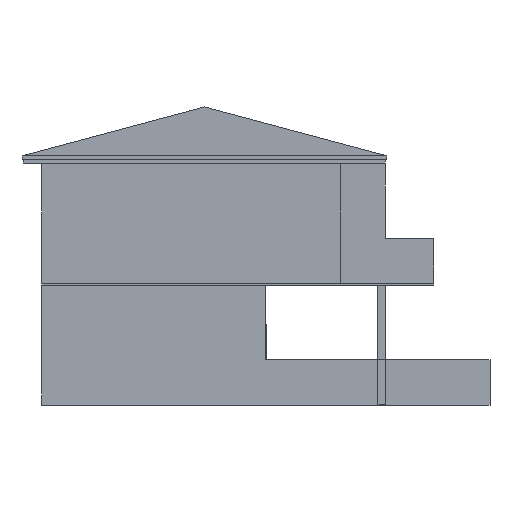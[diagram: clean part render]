
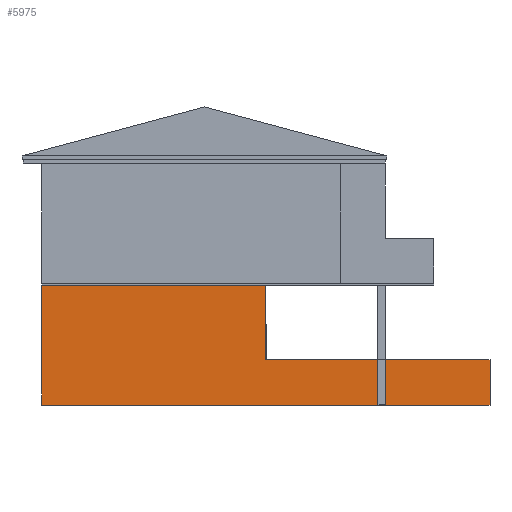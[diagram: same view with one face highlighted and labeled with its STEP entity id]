
A CAD part, left-side view. The second image highlights one B-rep face of the part: STEP entity #5975.
In plain terms, the highlighted free-form (B-spline) face has degree [1, 1] with [2, 2] control points.
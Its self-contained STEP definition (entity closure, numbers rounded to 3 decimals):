
#5781 = VERTEX_POINT('',#5782);
#5782 = CARTESIAN_POINT('',(8020.429,-8581.105,
    9385.17));
#5787 = EDGE_CURVE('',#5781,#5788,#5790,.T.);
#5788 = VERTEX_POINT('',#5789);
#5789 = CARTESIAN_POINT('',(8020.429,-8581.105,
    6765.557));
#5790 = B_SPLINE_CURVE_WITH_KNOTS('',1,(#5791,#5792),.UNSPECIFIED.,.F.,
  .F.,(2,2),(-0.,2000.),.PIECEWISE_BEZIER_KNOTS.);
#5791 = CARTESIAN_POINT('',(8020.429,-8581.105,
    9385.17));
#5792 = CARTESIAN_POINT('',(8020.429,-8581.105,
    6765.557));
#5952 = VERTEX_POINT('',#5953);
#5953 = CARTESIAN_POINT('',(8020.429,-722.265,
    5180.691));
#5958 = EDGE_CURVE('',#5959,#5952,#5961,.T.);
#5959 = VERTEX_POINT('',#5960);
#5960 = CARTESIAN_POINT('',(8020.429,-722.265,
    9385.17));
#5961 = B_SPLINE_CURVE_WITH_KNOTS('',1,(#5962,#5963),.UNSPECIFIED.,.F.,
  .F.,(2,2),(-3200.,10.),.PIECEWISE_BEZIER_KNOTS.);
#5962 = CARTESIAN_POINT('',(8020.429,-722.265,
    9385.17));
#5963 = CARTESIAN_POINT('',(8020.429,-722.265,
    5180.691));
#5975 = ADVANCED_FACE('',(#5976),#6004,.F.);
#5976 = FACE_BOUND('',#5977,.T.);
#5977 = EDGE_LOOP('',(#5978,#5985,#5992,#5997,#5998,#6003));
#5978 = ORIENTED_EDGE('',*,*,#5979,.T.);
#5979 = EDGE_CURVE('',#5952,#5980,#5982,.T.);
#5980 = VERTEX_POINT('',#5981);
#5981 = CARTESIAN_POINT('',(8020.429,-16439.945,
    5180.691));
#5982 = B_SPLINE_CURVE_WITH_KNOTS('',1,(#5983,#5984),.UNSPECIFIED.,.F.,
  .F.,(2,2),(0.,12000.),.PIECEWISE_BEZIER_KNOTS.);
#5983 = CARTESIAN_POINT('',(8020.429,-722.265,
    5180.691));
#5984 = CARTESIAN_POINT('',(8020.429,-16439.945,
    5180.691));
#5985 = ORIENTED_EDGE('',*,*,#5986,.F.);
#5986 = EDGE_CURVE('',#5987,#5980,#5989,.T.);
#5987 = VERTEX_POINT('',#5988);
#5988 = CARTESIAN_POINT('',(8020.429,-16439.945,
    6765.557));
#5989 = B_SPLINE_CURVE_WITH_KNOTS('',1,(#5990,#5991),.UNSPECIFIED.,.F.,
  .F.,(2,2),(-1200.,10.),.PIECEWISE_BEZIER_KNOTS.);
#5990 = CARTESIAN_POINT('',(8020.429,-16439.945,
    6765.557));
#5991 = CARTESIAN_POINT('',(8020.429,-16439.945,
    5180.691));
#5992 = ORIENTED_EDGE('',*,*,#5993,.F.);
#5993 = EDGE_CURVE('',#5788,#5987,#5994,.T.);
#5994 = B_SPLINE_CURVE_WITH_KNOTS('',1,(#5995,#5996),.UNSPECIFIED.,.F.,
  .F.,(2,2),(0.,6000.),.PIECEWISE_BEZIER_KNOTS.);
#5995 = CARTESIAN_POINT('',(8020.429,-8581.105,
    6765.557));
#5996 = CARTESIAN_POINT('',(8020.429,-16439.945,
    6765.557));
#5997 = ORIENTED_EDGE('',*,*,#5787,.F.);
#5998 = ORIENTED_EDGE('',*,*,#5999,.F.);
#5999 = EDGE_CURVE('',#5959,#5781,#6000,.T.);
#6000 = B_SPLINE_CURVE_WITH_KNOTS('',1,(#6001,#6002),.UNSPECIFIED.,.F.,
  .F.,(2,2),(0.,6000.),.PIECEWISE_BEZIER_KNOTS.);
#6001 = CARTESIAN_POINT('',(8020.429,-722.265,
    9385.17));
#6002 = CARTESIAN_POINT('',(8020.429,-8581.105,
    9385.17));
#6003 = ORIENTED_EDGE('',*,*,#5958,.T.);
#6004 = B_SPLINE_SURFACE_WITH_KNOTS('',1,1,(
    (#6005,#6006)
    ,(#6007,#6008
  )),.UNSPECIFIED.,.F.,.F.,.F.,(2,2),(2,2),(-12000.,0.),(-10.,3200.),
  .PIECEWISE_BEZIER_KNOTS.);
#6005 = CARTESIAN_POINT('',(8020.429,-16439.945,
    5180.691));
#6006 = CARTESIAN_POINT('',(8020.429,-16439.945,
    9385.17));
#6007 = CARTESIAN_POINT('',(8020.429,-722.265,
    5180.691));
#6008 = CARTESIAN_POINT('',(8020.429,-722.265,
    9385.17));
